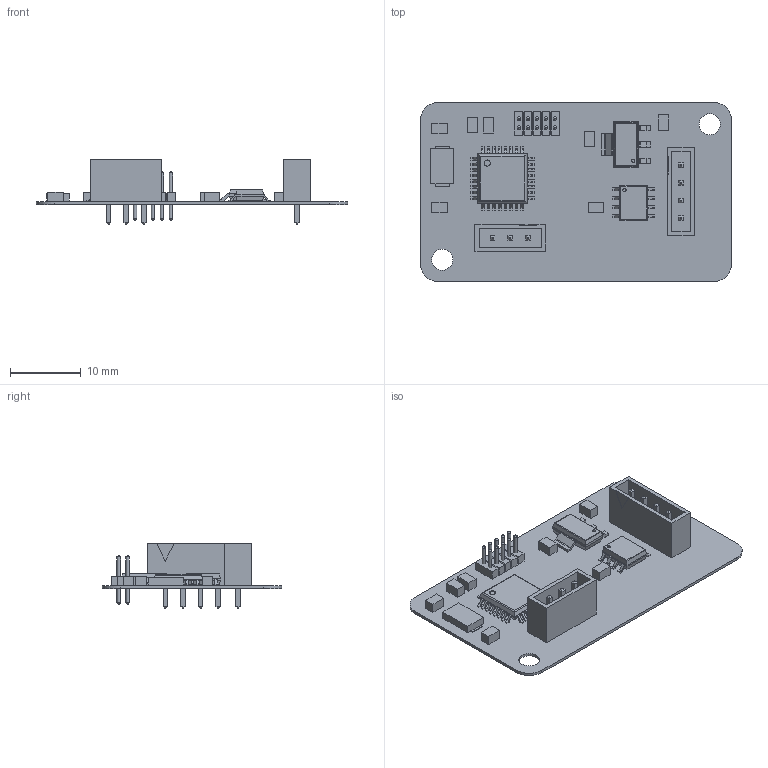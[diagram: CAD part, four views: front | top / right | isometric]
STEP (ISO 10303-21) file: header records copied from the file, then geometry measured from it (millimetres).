
FILE_DESCRIPTION(('Open CASCADE Model'),'2;1');
FILE_NAME('Open CASCADE Shape Model','2020-10-31T16:17:45',('Author'),( 'Open CASCADE'),'Open CASCADE STEP processor 6.8','Open CASCADE 6.8' ,'Unknown');
FILE_SCHEMA(('AUTOMOTIVE_DESIGN { 1 0 10303 214 1 1 1 1 }'));
Length unit declared in the file: millimetre
Products named in the file (44): PCB; Board; Open CASCADE STEP translator 6.8 1.1.1; J3; 6865940816; Body; LeadsArray; Y1; 5896408816; Pins; J2; 6032901840; J1; 6032903200; IC3; 6012739296; PinsArrayLR; IC2; 5821175488; PinsArrayTB; IC1; 6032900400; PinsArrayL; FilletPinR; C7; 5984756624; Extruded; C6; C5; C4; 5984756944; C3; C2; C1
Assembly tree (48 placements, depth 4):
  PCB
    Board
      Open CASCADE STEP translator 6.8 1.1.1
    J3
      6865940816
        Body
        LeadsArray
    Y1
      5896408816
        Body
        Pins
    J2
      6032901840
        Body
        LeadsArray
    J1
      6032903200
        Body
        LeadsArray
    IC3
      6012739296
        Body
        PinsArrayLR
    IC2
      5821175488
        Body
        PinsArrayLR
        PinsArrayTB
    IC1
      6032900400
        Body
        PinsArrayL
        FilletPinR
    C7
      5984756624
        Extruded
    C6
      5984756624
        Extruded
    C5
      5984756624
        Extruded
    C4
      5984756944
        Extruded
    C3
      5984756944
        Extruded
    C2
      5984756944
        Extruded
    C1
      5984756944
        Extruded
Bounding box: 44.14 x 25.42 x 9.2 mm (x, y, z)
Volume: 1010.6 mm3; surface area: 3882.9 mm2
Topology: 78 solids, 78 shells, 963 faces, 2234 edges, 1432 vertices
Faces by surface type: plane 751, cylinder 192, cone 20
Full cylindrical faces by diameter (mm): 0.438 x1, 0.487 x1, 0.5 x10, 0.7 x10, 0.875 x1, 1.1 x7, 3 x2
Entity records: 27588 total; most frequent: CARTESIAN_POINT 4548, DIRECTION 4518, ORIENTED_EDGE 4348, EDGE_CURVE 2174, LINE 1794, VECTOR 1794, VERTEX_POINT 1392, AXIS2_PLACEMENT_3D 1362
